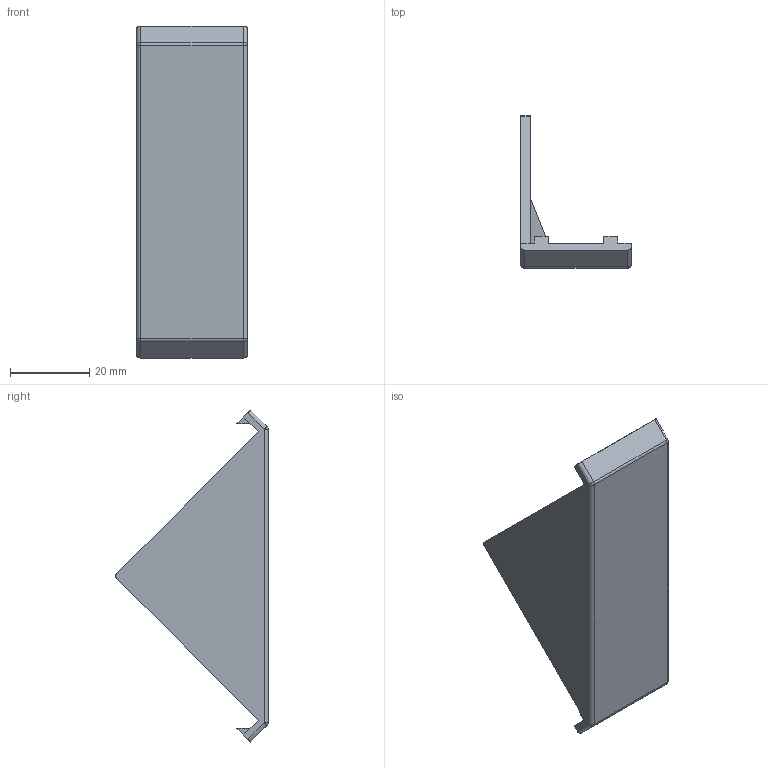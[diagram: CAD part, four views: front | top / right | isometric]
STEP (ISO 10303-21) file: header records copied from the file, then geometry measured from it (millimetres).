
FILE_DESCRIPTION (( 'STEP AP214' ), '1' );
FILE_NAME ('SNSD.30.53.14. Çàãëóøêà äëÿ óãëîâîãî àëþìèíèåâîãî ñîåäèíèòåëÿ 30õ60(X00).STEP', '2016-04-26T11:32:24', ( 'user' ), ( '' ), 'SwSTEP 2.0', 'SolidWorks 2014', '' );
FILE_SCHEMA (( 'AUTOMOTIVE_DESIGN' ));
Length unit declared in the file: millimetre
Products named in the file (2): SNSD.30.53.14. Çàãëóøêà äëÿ óãëîâîãî àëþìèíèåâîãî ñîåäèíèòåëÿ 30õ60(X00)
Bounding box: 28 x 38.51 x 83.85 mm (x, y, z)
Volume: 9481.6 mm3; surface area: 8234.1 mm2
Topology: 1 solids, 1 shells, 44 faces, 116 edges, 70 vertices
Faces by surface type: plane 31, cylinder 9, sphere 4
Entity records: 1351 total; most frequent: CARTESIAN_POINT 228, ORIENTED_EDGE 224, DIRECTION 222, EDGE_CURVE 112, VECTOR 94, LINE 94, VERTEX_POINT 70, AXIS2_PLACEMENT_3D 64
